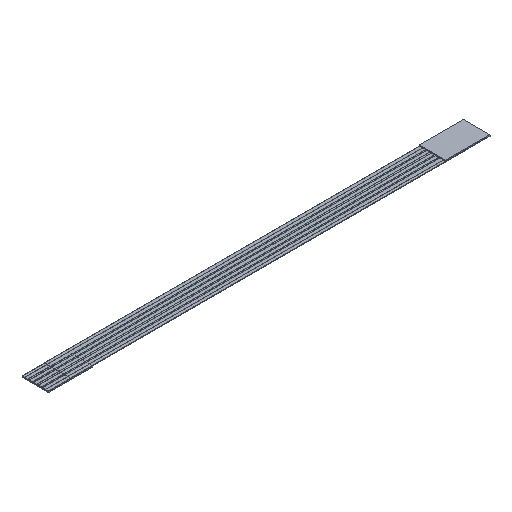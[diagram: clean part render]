
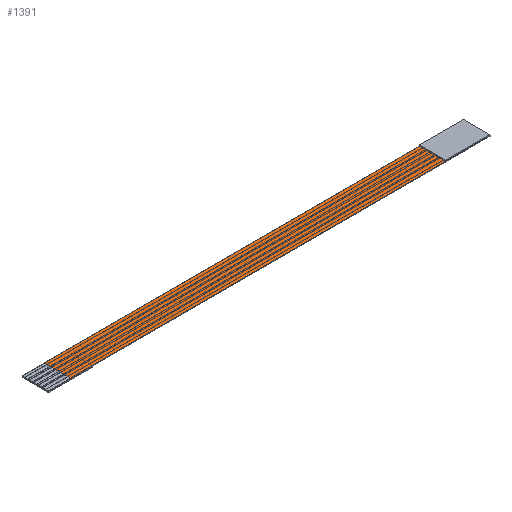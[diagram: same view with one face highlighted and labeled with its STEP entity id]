
A CAD part, isometric view. The second image highlights one B-rep face of the part: STEP entity #1391.
In plain terms, the highlighted planar face has unit normal (0, 0, 1).
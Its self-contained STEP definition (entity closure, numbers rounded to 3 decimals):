
#125=ORIENTED_EDGE('',*,*,#404,.F.);
#126=ORIENTED_EDGE('',*,*,#368,.F.);
#127=ORIENTED_EDGE('',*,*,#405,.T.);
#128=ORIENTED_EDGE('',*,*,#358,.T.);
#358=EDGE_CURVE('',#502,#501,#589,.T.);
#368=EDGE_CURVE('',#509,#469,#598,.T.);
#404=EDGE_CURVE('',#469,#501,#634,.T.);
#405=EDGE_CURVE('',#509,#502,#635,.T.);
#469=VERTEX_POINT('',#1737);
#501=VERTEX_POINT('',#1811);
#502=VERTEX_POINT('',#1813);
#509=VERTEX_POINT('',#1832);
#589=LINE('',#1812,#731);
#598=LINE('',#1833,#740);
#634=LINE('',#1909,#776);
#635=LINE('',#1910,#777);
#731=VECTOR('',#1527,1000.);
#740=VECTOR('',#1538,1000.);
#776=VECTOR('',#1598,1000.);
#777=VECTOR('',#1599,1000.);
#855=EDGE_LOOP('',(#125,#126,#127,#128));
#905=FACE_BOUND('',#855,.T.);
#955=PLANE('',#1448);
#1391=ADVANCED_FACE('',(#905),#955,.F.);
#1448=AXIS2_PLACEMENT_3D('',#1908,#1596,#1597);
#1527=DIRECTION('',(1.,0.,0.));
#1538=DIRECTION('',(1.,0.,0.));
#1596=DIRECTION('',(0.,0.,-1.));
#1597=DIRECTION('',(-1.,0.,0.));
#1598=DIRECTION('',(0.,-1.,0.));
#1599=DIRECTION('',(0.,-1.,0.));
#1737=CARTESIAN_POINT('',(40.,3.,0.095));
#1811=CARTESIAN_POINT('',(40.,-3.,0.095));
#1812=CARTESIAN_POINT('',(-45.,-3.,0.095));
#1813=CARTESIAN_POINT('',(-45.,-3.,0.095));
#1832=CARTESIAN_POINT('',(-45.,3.,0.095));
#1833=CARTESIAN_POINT('',(-45.,3.,0.095));
#1908=CARTESIAN_POINT('',(-45.,3.,0.095));
#1909=CARTESIAN_POINT('',(40.,3.,0.095));
#1910=CARTESIAN_POINT('',(-45.,3.,0.095));
